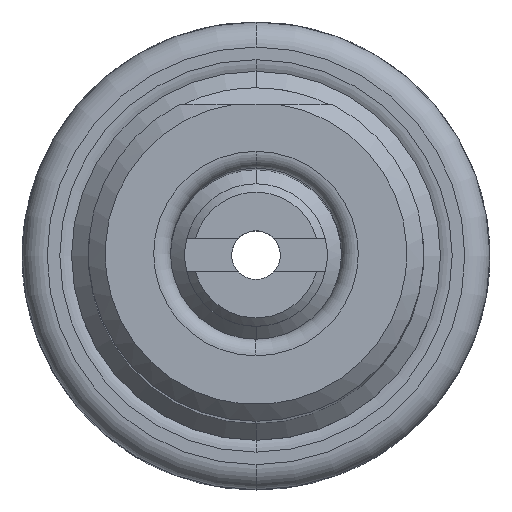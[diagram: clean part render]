
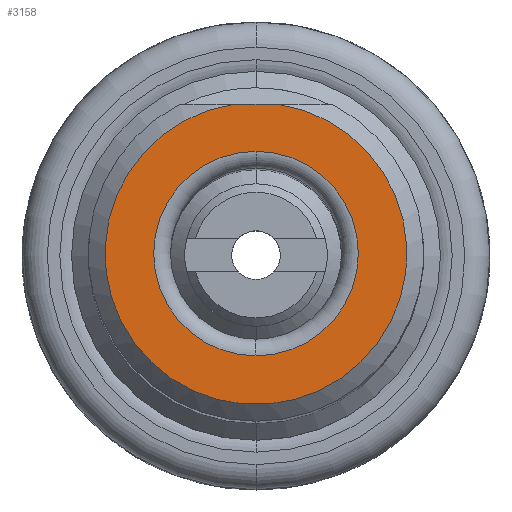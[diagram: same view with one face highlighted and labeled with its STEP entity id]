
A CAD part, top view. The second image highlights one B-rep face of the part: STEP entity #3158.
In plain terms, the highlighted planar face has unit normal (0, 0, 1).
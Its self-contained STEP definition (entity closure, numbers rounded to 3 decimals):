
#929=CARTESIAN_POINT('',(0,0,31.75));
#930=DIRECTION('',(0,0,1));
#931=DIRECTION('',(-0.149,0.989,0));
#932=AXIS2_PLACEMENT_3D('',#929,#930,#931);
#941=CARTESIAN_POINT('',(0,0,31.75));
#942=DIRECTION('',(0,0,1));
#943=DIRECTION('',(0,-1,0));
#944=AXIS2_PLACEMENT_3D('',#941,#942,#943);
#946=CARTESIAN_POINT('',(0,0,31.75));
#947=DIRECTION('',(0,0,1));
#948=DIRECTION('',(0,1,0));
#949=AXIS2_PLACEMENT_3D('',#946,#947,#948);
#951=DIRECTION('',(-1,0,0));
#952=VECTOR('',#951,2.676);
#953=CARTESIAN_POINT('',(1.338,8.9,31.75));
#954=LINE('',#953,#952);
#1730=CARTESIAN_POINT('',(0,-6.1,31.75));
#1731=CARTESIAN_POINT('',(0,6.1,31.75));
#1732=VERTEX_POINT('',#1730);
#1733=VERTEX_POINT('',#1731);
#1751=CARTESIAN_POINT('',(1.338,8.9,31.75));
#1752=CARTESIAN_POINT('',(-1.338,8.9,31.75));
#1753=VERTEX_POINT('',#1751);
#1754=VERTEX_POINT('',#1752);
#3143=CARTESIAN_POINT('',(0,0,31.75));
#3144=DIRECTION('',(0,0,-1));
#3145=DIRECTION('',(0,-1,0));
#3146=AXIS2_PLACEMENT_3D('',#3143,#3144,#3145);
#3147=PLANE('',#3146);
#3148=ORIENTED_EDGE('',*,*,#3120,.F.);
#3149=ORIENTED_EDGE('',*,*,#3137,.F.);
#3150=EDGE_LOOP('',(#3148,#3149));
#3151=FACE_OUTER_BOUND('',#3150,.F.);
#3153=ORIENTED_EDGE('',*,*,#3152,.T.);
#3155=ORIENTED_EDGE('',*,*,#3154,.T.);
#3156=EDGE_LOOP('',(#3153,#3155));
#3157=FACE_BOUND('',#3156,.F.);
#3158=ADVANCED_FACE('',(#3151,#3157),#3147,.F.);
#933=CIRCLE('',#932,9);
#945=CIRCLE('',#944,6.1);
#950=CIRCLE('',#949,6.1);
#3120=EDGE_CURVE('',#1753,#1754,#954,.T.);
#3137=EDGE_CURVE('',#1754,#1753,#933,.T.);
#3152=EDGE_CURVE('',#1732,#1733,#945,.T.);
#3154=EDGE_CURVE('',#1733,#1732,#950,.T.);
